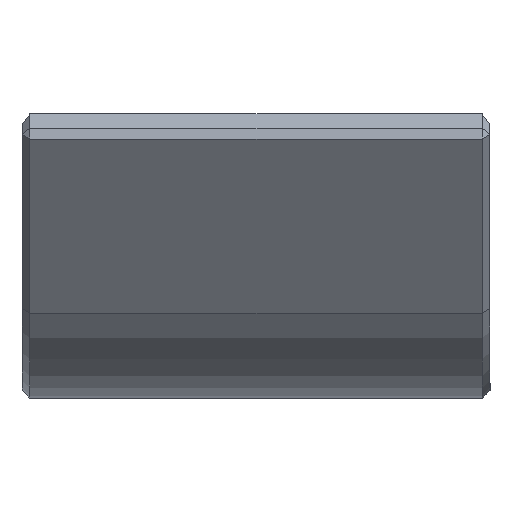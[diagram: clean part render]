
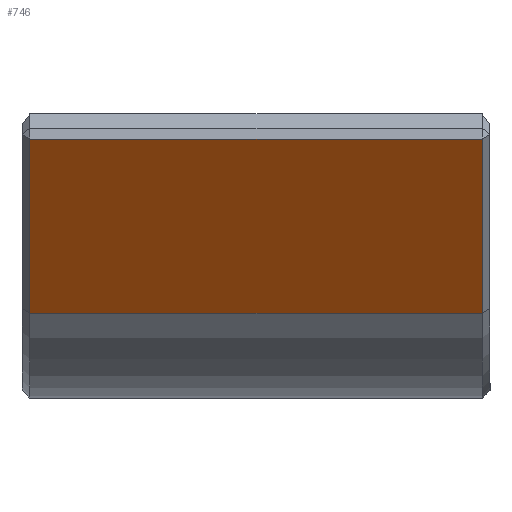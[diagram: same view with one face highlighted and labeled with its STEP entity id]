
A CAD part, left-side view. The second image highlights one B-rep face of the part: STEP entity #746.
In plain terms, the highlighted planar face has unit normal (-0.792, 0, -0.611).
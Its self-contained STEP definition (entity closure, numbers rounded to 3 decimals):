
#190 = CARTESIAN_POINT ( 'NONE',  ( -19.695, 2.5, 14.604 ) ) ;
#191 = VERTEX_POINT ( 'NONE', #190 ) ;
#193 = CARTESIAN_POINT ( 'NONE',  ( -5.279, 2.5, -4.074 ) ) ;
#268 = CARTESIAN_POINT ( 'NONE',  ( -19.695, 31.5, 14.604 ) ) ;
#280 = ORIENTED_EDGE ( 'NONE', *, *, #1924, .F. ) ;
#343 = DIRECTION ( 'NONE',  ( 0.611, 0., -0.792 ) ) ;
#353 = VERTEX_POINT ( 'NONE', #1185 ) ;
#366 = DIRECTION ( 'NONE',  ( 0.792, 0., 0.611 ) ) ;
#426 = DIRECTION ( 'NONE',  ( -0.611, 0., 0.792 ) ) ;
#504 = CARTESIAN_POINT ( 'NONE',  ( -5.279, 32., -4.074 ) ) ;
#580 = EDGE_CURVE ( 'NONE', #641, #353, #942, .T. ) ;
#619 = AXIS2_PLACEMENT_3D ( 'NONE', #504, #366, #1867 ) ;
#641 = VERTEX_POINT ( 'NONE', #1574 ) ;
#700 = LINE ( 'NONE', #1290, #905 ) ;
#746 = ADVANCED_FACE ( 'NONE', ( #1818 ), #829, .F. ) ;
#785 = DIRECTION ( 'NONE',  ( 0., 1., 0. ) ) ;
#829 = PLANE ( 'NONE',  #619 ) ;
#836 = VECTOR ( 'NONE', #343, 1000. ) ;
#905 = VECTOR ( 'NONE', #995, 1000. ) ;
#906 = LINE ( 'NONE', #193, #836 ) ;
#942 = LINE ( 'NONE', #1828, #1291 ) ;
#987 = LINE ( 'NONE', #1168, #1319 ) ;
#988 = EDGE_CURVE ( 'NONE', #1926, #191, #700, .T. ) ;
#995 = DIRECTION ( 'NONE',  ( 0., -1., 0. ) ) ;
#1168 = CARTESIAN_POINT ( 'NONE',  ( -5.279, 31.5, -4.074 ) ) ;
#1185 = CARTESIAN_POINT ( 'NONE',  ( -11.083, 31.5, 3.446 ) ) ;
#1223 = EDGE_CURVE ( 'NONE', #191, #641, #906, .T. ) ;
#1290 = CARTESIAN_POINT ( 'NONE',  ( -19.695, 32., 14.604 ) ) ;
#1291 = VECTOR ( 'NONE', #785, 1000. ) ;
#1319 = VECTOR ( 'NONE', #426, 1000. ) ;
#1571 = EDGE_LOOP ( 'NONE', ( #280, #1765, #1713, #1595 ) ) ;
#1574 = CARTESIAN_POINT ( 'NONE',  ( -11.083, 2.5, 3.446 ) ) ;
#1595 = ORIENTED_EDGE ( 'NONE', *, *, #988, .F. ) ;
#1713 = ORIENTED_EDGE ( 'NONE', *, *, #1223, .F. ) ;
#1765 = ORIENTED_EDGE ( 'NONE', *, *, #580, .F. ) ;
#1818 = FACE_OUTER_BOUND ( 'NONE', #1571, .T. ) ;
#1828 = CARTESIAN_POINT ( 'NONE',  ( -11.083, 32., 3.446 ) ) ;
#1867 = DIRECTION ( 'NONE',  ( 0.611, 0., -0.792 ) ) ;
#1924 = EDGE_CURVE ( 'NONE', #353, #1926, #987, .T. ) ;
#1926 = VERTEX_POINT ( 'NONE', #268 ) ;
